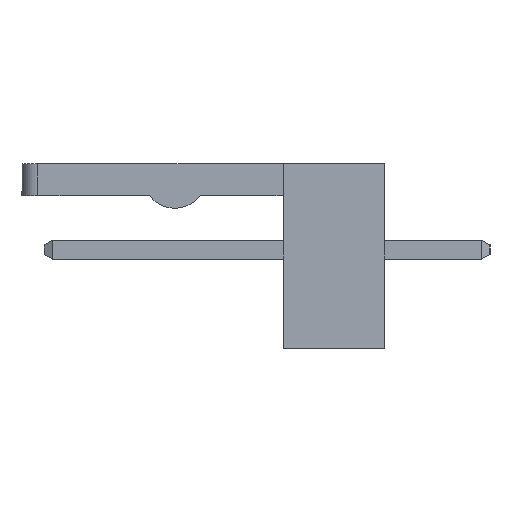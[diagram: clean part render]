
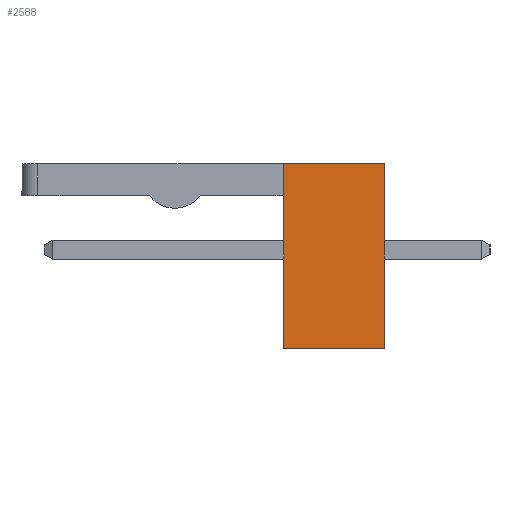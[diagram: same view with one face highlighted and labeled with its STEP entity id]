
A CAD part, left-side view. The second image highlights one B-rep face of the part: STEP entity #2588.
In plain terms, the highlighted planar face has unit normal (-1, 0, 0).
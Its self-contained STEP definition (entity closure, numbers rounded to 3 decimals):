
#80 = LINE ( 'NONE', #5577, #2178 ) ;
#348 = ORIENTED_EDGE ( 'NONE', *, *, #1454, .F. ) ;
#404 = PLANE ( 'NONE',  #9433 ) ;
#740 = VERTEX_POINT ( 'NONE', #5483 ) ;
#1384 = DIRECTION ( 'NONE',  ( 0., -1., 0. ) ) ;
#1388 = CARTESIAN_POINT ( 'NONE',  ( -12.686, 0.012, -0.027 ) ) ;
#1454 = EDGE_CURVE ( 'NONE', #740, #9424, #2006, .T. ) ;
#1978 = EDGE_LOOP ( 'NONE', ( #7416, #8218, #348, #6173 ) ) ;
#2006 = LINE ( 'NONE', #3912, #2136 ) ;
#2136 = VECTOR ( 'NONE', #7314, 1000. ) ;
#2178 = VECTOR ( 'NONE', #4817, 1000. ) ;
#2190 = LINE ( 'NONE', #8530, #9588 ) ;
#2287 = VECTOR ( 'NONE', #2900, 1000. ) ;
#2588 = ADVANCED_FACE ( 'NONE', ( #7449 ), #404, .T. ) ;
#2739 = DIRECTION ( 'NONE',  ( 0., 0., 1. ) ) ;
#2880 = VERTEX_POINT ( 'NONE', #7404 ) ;
#2900 = DIRECTION ( 'NONE',  ( 0., 0., -1. ) ) ;
#3505 = CARTESIAN_POINT ( 'NONE',  ( -12.686, 6.612, -0.427 ) ) ;
#3908 = CARTESIAN_POINT ( 'NONE',  ( -12.686, 3.212, -5.827 ) ) ;
#3912 = CARTESIAN_POINT ( 'NONE',  ( -12.686, 3.212, -5.827 ) ) ;
#4817 = DIRECTION ( 'NONE',  ( 0., 0., 1. ) ) ;
#5078 = VERTEX_POINT ( 'NONE', #1388 ) ;
#5483 = CARTESIAN_POINT ( 'NONE',  ( -12.686, 0.012, -5.827 ) ) ;
#5577 = CARTESIAN_POINT ( 'NONE',  ( -12.686, 3.212, -1.027 ) ) ;
#6030 = DIRECTION ( 'NONE',  ( -1., 0., 0. ) ) ;
#6173 = ORIENTED_EDGE ( 'NONE', *, *, #7831, .F. ) ;
#7314 = DIRECTION ( 'NONE',  ( 0., 1., 0. ) ) ;
#7404 = CARTESIAN_POINT ( 'NONE',  ( -12.686, 3.212, -0.027 ) ) ;
#7416 = ORIENTED_EDGE ( 'NONE', *, *, #9445, .F. ) ;
#7449 = FACE_OUTER_BOUND ( 'NONE', #1978, .T. ) ;
#7619 = CARTESIAN_POINT ( 'NONE',  ( -12.686, 0.012, -5.827 ) ) ;
#7831 = EDGE_CURVE ( 'NONE', #5078, #740, #8560, .T. ) ;
#8218 = ORIENTED_EDGE ( 'NONE', *, *, #9548, .F. ) ;
#8530 = CARTESIAN_POINT ( 'NONE',  ( -12.686, 0.012, -0.027 ) ) ;
#8560 = LINE ( 'NONE', #7619, #2287 ) ;
#9424 = VERTEX_POINT ( 'NONE', #3908 ) ;
#9433 = AXIS2_PLACEMENT_3D ( 'NONE', #3505, #6030, #2739 ) ;
#9445 = EDGE_CURVE ( 'NONE', #2880, #5078, #2190, .T. ) ;
#9548 = EDGE_CURVE ( 'NONE', #9424, #2880, #80, .T. ) ;
#9588 = VECTOR ( 'NONE', #1384, 1000. ) ;
